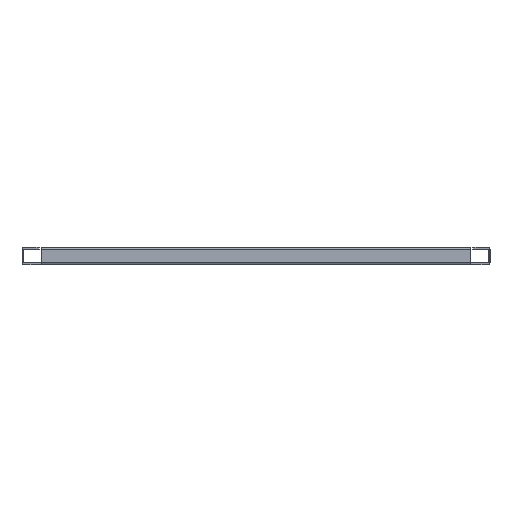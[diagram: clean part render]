
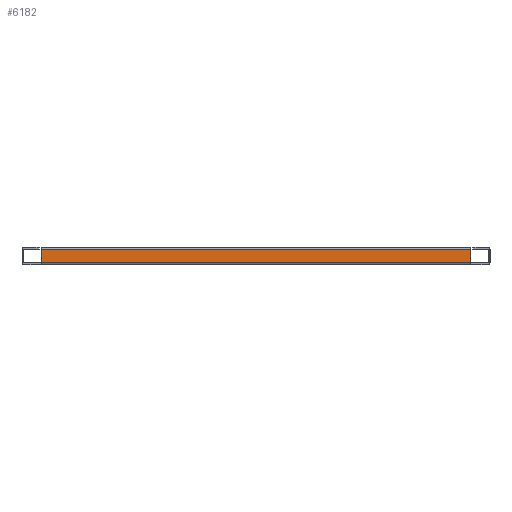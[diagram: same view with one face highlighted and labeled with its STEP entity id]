
A CAD part, left-side view. The second image highlights one B-rep face of the part: STEP entity #6182.
In plain terms, the highlighted planar face has unit normal (-1, 0, 0).
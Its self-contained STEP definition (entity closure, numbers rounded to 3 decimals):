
#1335 = LINE ( 'NONE', #4651, #1348 ) ;
#1336 = LINE ( 'NONE', #4635, #1346 ) ;
#1346 = VECTOR ( 'NONE', #4652, 1000. ) ;
#1348 = VECTOR ( 'NONE', #4654, 1000. ) ;
#1360 = LINE ( 'NONE', #4665, #1361 ) ;
#1361 = VECTOR ( 'NONE', #4666, 1000. ) ;
#1366 = LINE ( 'NONE', #4671, #1367 ) ;
#1367 = VECTOR ( 'NONE', #4672, 1000. ) ;
#1898 = AXIS2_PLACEMENT_3D ( 'NONE', #5410, #5422, #5423 ) ;
#1989 = FACE_OUTER_BOUND ( 'NONE', #5700, .T. ) ;
#2589 = VERTEX_POINT ( 'NONE', #4280 ) ;
#2590 = VERTEX_POINT ( 'NONE', #4281 ) ;
#2593 = VERTEX_POINT ( 'NONE', #4284 ) ;
#2595 = VERTEX_POINT ( 'NONE', #4286 ) ;
#3007 = ORIENTED_EDGE ( 'NONE', *, *, #5925, .F. ) ;
#3054 = ORIENTED_EDGE ( 'NONE', *, *, #5935, .T. ) ;
#3101 = ORIENTED_EDGE ( 'NONE', *, *, #5926, .T. ) ;
#3147 = ORIENTED_EDGE ( 'NONE', *, *, #5932, .T. ) ;
#4280 = CARTESIAN_POINT ( 'NONE',  ( -941.51, -314.5, 22.49 ) ) ;
#4281 = CARTESIAN_POINT ( 'NONE',  ( -941.51, -314.5, 2.51 ) ) ;
#4284 = CARTESIAN_POINT ( 'NONE',  ( -941.51, 314.5, 22.49 ) ) ;
#4286 = CARTESIAN_POINT ( 'NONE',  ( -941.51, 314.5, 2.51 ) ) ;
#4635 = CARTESIAN_POINT ( 'NONE',  ( -941.51, 314.5, 2.51 ) ) ;
#4651 = CARTESIAN_POINT ( 'NONE',  ( -941.51, -314.5, 2.5 ) ) ;
#4652 = DIRECTION ( 'NONE',  ( 0., 1., 0. ) ) ;
#4654 = DIRECTION ( 'NONE',  ( 0., 0., 1. ) ) ;
#4665 = CARTESIAN_POINT ( 'NONE',  ( -941.51, 314.5, 2.5 ) ) ;
#4666 = DIRECTION ( 'NONE',  ( 0., 0., -1. ) ) ;
#4671 = CARTESIAN_POINT ( 'NONE',  ( -941.51, -314.5, 22.49 ) ) ;
#4672 = DIRECTION ( 'NONE',  ( 0., 1., 0. ) ) ;
#5410 = CARTESIAN_POINT ( 'NONE',  ( -941.51, 314.5, 2.5 ) ) ;
#5417 = PLANE ( 'NONE',  #1898 ) ;
#5422 = DIRECTION ( 'NONE',  ( 1., 0., 0. ) ) ;
#5423 = DIRECTION ( 'NONE',  ( 0., 0., -1. ) ) ;
#5700 = EDGE_LOOP ( 'NONE', ( #3054, #3147, #3007, #3101 ) ) ;
#5925 = EDGE_CURVE ( 'NONE', #2590, #2595, #1336, .T. ) ;
#5926 = EDGE_CURVE ( 'NONE', #2590, #2589, #1335, .T. ) ;
#5932 = EDGE_CURVE ( 'NONE', #2593, #2595, #1360, .T. ) ;
#5935 = EDGE_CURVE ( 'NONE', #2589, #2593, #1366, .T. ) ;
#6182 = ADVANCED_FACE ( 'NONE', ( #1989 ), #5417, .F. ) ;
